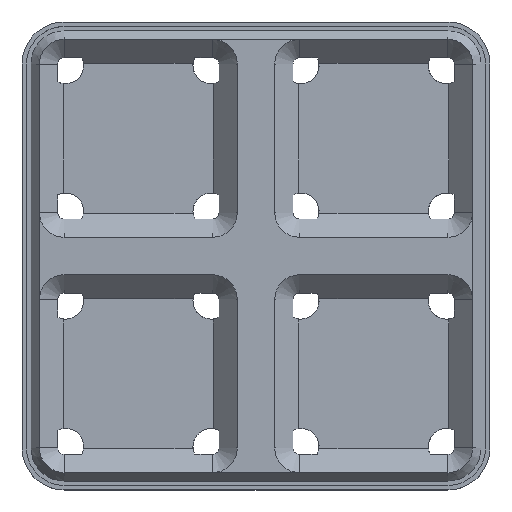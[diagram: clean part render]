
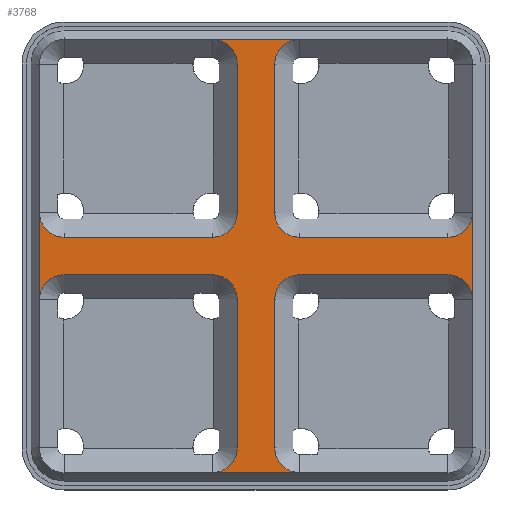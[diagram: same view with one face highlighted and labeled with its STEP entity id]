
A CAD part, top view. The second image highlights one B-rep face of the part: STEP entity #3768.
In plain terms, the highlighted planar face has unit normal (0, 0, 1).
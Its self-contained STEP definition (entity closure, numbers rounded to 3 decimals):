
#156=CIRCLE('',#4014,4.4);
#157=CIRCLE('',#4015,4.4);
#158=CIRCLE('',#4016,4.4);
#159=CIRCLE('',#4017,4.4);
#160=CIRCLE('',#4018,4.4);
#161=CIRCLE('',#4019,4.4);
#162=CIRCLE('',#4020,4.4);
#163=CIRCLE('',#4021,4.4);
#164=CIRCLE('',#4022,4.4);
#165=CIRCLE('',#4023,4.4);
#166=CIRCLE('',#4024,4.4);
#167=CIRCLE('',#4025,4.4);
#336=ORIENTED_EDGE('',*,*,#1480,.T.);
#337=ORIENTED_EDGE('',*,*,#1481,.T.);
#338=ORIENTED_EDGE('',*,*,#1482,.F.);
#339=ORIENTED_EDGE('',*,*,#1483,.F.);
#340=ORIENTED_EDGE('',*,*,#1484,.T.);
#341=ORIENTED_EDGE('',*,*,#1485,.T.);
#342=ORIENTED_EDGE('',*,*,#1486,.F.);
#343=ORIENTED_EDGE('',*,*,#1487,.F.);
#344=ORIENTED_EDGE('',*,*,#1488,.F.);
#345=ORIENTED_EDGE('',*,*,#1489,.T.);
#346=ORIENTED_EDGE('',*,*,#1490,.F.);
#347=ORIENTED_EDGE('',*,*,#1491,.F.);
#348=ORIENTED_EDGE('',*,*,#1492,.T.);
#349=ORIENTED_EDGE('',*,*,#1493,.T.);
#350=ORIENTED_EDGE('',*,*,#1494,.T.);
#351=ORIENTED_EDGE('',*,*,#1495,.F.);
#352=ORIENTED_EDGE('',*,*,#1496,.T.);
#353=ORIENTED_EDGE('',*,*,#1497,.T.);
#354=ORIENTED_EDGE('',*,*,#1498,.F.);
#355=ORIENTED_EDGE('',*,*,#1499,.F.);
#356=ORIENTED_EDGE('',*,*,#1500,.F.);
#357=ORIENTED_EDGE('',*,*,#1501,.T.);
#358=ORIENTED_EDGE('',*,*,#1502,.F.);
#359=ORIENTED_EDGE('',*,*,#1503,.F.);
#1480=EDGE_CURVE('',#2052,#2053,#2396,.T.);
#1481=EDGE_CURVE('',#2053,#2054,#156,.T.);
#1482=EDGE_CURVE('',#2055,#2054,#2397,.T.);
#1483=EDGE_CURVE('',#2056,#2055,#157,.T.);
#1484=EDGE_CURVE('',#2056,#2057,#2398,.T.);
#1485=EDGE_CURVE('',#2057,#2058,#158,.T.);
#1486=EDGE_CURVE('',#2059,#2058,#2399,.T.);
#1487=EDGE_CURVE('',#2060,#2059,#159,.T.);
#1488=EDGE_CURVE('',#2061,#2060,#2400,.T.);
#1489=EDGE_CURVE('',#2061,#2062,#160,.T.);
#1490=EDGE_CURVE('',#2063,#2062,#2401,.T.);
#1491=EDGE_CURVE('',#2064,#2063,#161,.T.);
#1492=EDGE_CURVE('',#2064,#2065,#2402,.T.);
#1493=EDGE_CURVE('',#2065,#2066,#162,.T.);
#1494=EDGE_CURVE('',#2066,#2067,#2403,.T.);
#1495=EDGE_CURVE('',#2068,#2067,#163,.T.);
#1496=EDGE_CURVE('',#2068,#2069,#2404,.T.);
#1497=EDGE_CURVE('',#2069,#2070,#164,.T.);
#1498=EDGE_CURVE('',#2071,#2070,#2405,.T.);
#1499=EDGE_CURVE('',#2072,#2071,#165,.T.);
#1500=EDGE_CURVE('',#2073,#2072,#2406,.T.);
#1501=EDGE_CURVE('',#2073,#2074,#166,.T.);
#1502=EDGE_CURVE('',#2075,#2074,#2407,.T.);
#1503=EDGE_CURVE('',#2052,#2075,#167,.T.);
#2052=VERTEX_POINT('',#5710);
#2053=VERTEX_POINT('',#5711);
#2054=VERTEX_POINT('',#5713);
#2055=VERTEX_POINT('',#5715);
#2056=VERTEX_POINT('',#5717);
#2057=VERTEX_POINT('',#5719);
#2058=VERTEX_POINT('',#5721);
#2059=VERTEX_POINT('',#5723);
#2060=VERTEX_POINT('',#5725);
#2061=VERTEX_POINT('',#5727);
#2062=VERTEX_POINT('',#5729);
#2063=VERTEX_POINT('',#5731);
#2064=VERTEX_POINT('',#5733);
#2065=VERTEX_POINT('',#5735);
#2066=VERTEX_POINT('',#5737);
#2067=VERTEX_POINT('',#5739);
#2068=VERTEX_POINT('',#5741);
#2069=VERTEX_POINT('',#5743);
#2070=VERTEX_POINT('',#5745);
#2071=VERTEX_POINT('',#5747);
#2072=VERTEX_POINT('',#5749);
#2073=VERTEX_POINT('',#5751);
#2074=VERTEX_POINT('',#5753);
#2075=VERTEX_POINT('',#5755);
#2396=LINE('',#5709,#2756);
#2397=LINE('',#5714,#2757);
#2398=LINE('',#5718,#2758);
#2399=LINE('',#5722,#2759);
#2400=LINE('',#5726,#2760);
#2401=LINE('',#5730,#2761);
#2402=LINE('',#5734,#2762);
#2403=LINE('',#5738,#2763);
#2404=LINE('',#5742,#2764);
#2405=LINE('',#5746,#2765);
#2406=LINE('',#5750,#2766);
#2407=LINE('',#5754,#2767);
#2756=VECTOR('',#4461,1000.);
#2757=VECTOR('',#4464,1000.);
#2758=VECTOR('',#4467,1000.);
#2759=VECTOR('',#4470,1000.);
#2760=VECTOR('',#4473,1000.);
#2761=VECTOR('',#4476,1000.);
#2762=VECTOR('',#4479,1000.);
#2763=VECTOR('',#4482,1000.);
#2764=VECTOR('',#4485,1000.);
#2765=VECTOR('',#4488,1000.);
#2766=VECTOR('',#4491,1000.);
#2767=VECTOR('',#4494,1000.);
#3116=EDGE_LOOP('',(#336,#337,#338,#339,#340,#341,#342,#343,#344,#345,#346,
#347,#348,#349,#350,#351,#352,#353,#354,#355,#356,#357,#358,#359));
#3382=FACE_BOUND('',#3116,.T.);
#3648=PLANE('',#4013);
#3768=ADVANCED_FACE('',(#3382),#3648,.T.);
#4013=AXIS2_PLACEMENT_3D('',#5708,#4459,#4460);
#4014=AXIS2_PLACEMENT_3D('',#5712,#4462,#4463);
#4015=AXIS2_PLACEMENT_3D('',#5716,#4465,#4466);
#4016=AXIS2_PLACEMENT_3D('',#5720,#4468,#4469);
#4017=AXIS2_PLACEMENT_3D('',#5724,#4471,#4472);
#4018=AXIS2_PLACEMENT_3D('',#5728,#4474,#4475);
#4019=AXIS2_PLACEMENT_3D('',#5732,#4477,#4478);
#4020=AXIS2_PLACEMENT_3D('',#5736,#4480,#4481);
#4021=AXIS2_PLACEMENT_3D('',#5740,#4483,#4484);
#4022=AXIS2_PLACEMENT_3D('',#5744,#4486,#4487);
#4023=AXIS2_PLACEMENT_3D('',#5748,#4489,#4490);
#4024=AXIS2_PLACEMENT_3D('',#5752,#4492,#4493);
#4025=AXIS2_PLACEMENT_3D('',#5756,#4495,#4496);
#4459=DIRECTION('',(0.,0.,1.));
#4460=DIRECTION('',(1.,0.,0.));
#4461=DIRECTION('',(1.,0.,0.));
#4462=DIRECTION('',(0.,0.,-1.));
#4463=DIRECTION('',(1.,0.,0.));
#4464=DIRECTION('',(0.,-1.,0.));
#4465=DIRECTION('',(0.,0.,1.));
#4466=DIRECTION('',(1.,0.,0.));
#4467=DIRECTION('',(-1.,0.,0.));
#4468=DIRECTION('',(0.,0.,-1.));
#4469=DIRECTION('',(1.,0.,0.));
#4470=DIRECTION('',(0.,-1.,0.));
#4471=DIRECTION('',(0.,0.,1.));
#4472=DIRECTION('',(1.,0.,0.));
#4473=DIRECTION('',(1.,0.,0.));
#4474=DIRECTION('',(0.,0.,-1.));
#4475=DIRECTION('',(1.,0.,0.));
#4476=DIRECTION('',(0.,1.,0.));
#4477=DIRECTION('',(0.,0.,1.));
#4478=DIRECTION('',(1.,0.,0.));
#4479=DIRECTION('',(-1.,0.,0.));
#4480=DIRECTION('',(0.,0.,-1.));
#4481=DIRECTION('',(1.,0.,0.));
#4482=DIRECTION('',(0.,-1.,0.));
#4483=DIRECTION('',(0.,0.,1.));
#4484=DIRECTION('',(1.,0.,0.));
#4485=DIRECTION('',(1.,0.,0.));
#4486=DIRECTION('',(0.,0.,-1.));
#4487=DIRECTION('',(1.,0.,0.));
#4488=DIRECTION('',(0.,1.,0.));
#4489=DIRECTION('',(0.,0.,1.));
#4490=DIRECTION('',(1.,0.,0.));
#4491=DIRECTION('',(-1.,0.,0.));
#4492=DIRECTION('',(0.,0.,-1.));
#4493=DIRECTION('',(1.,0.,0.));
#4494=DIRECTION('',(0.,-1.,0.));
#4495=DIRECTION('',(0.,0.,1.));
#4496=DIRECTION('',(1.,0.,0.));
#5708=CARTESIAN_POINT('',(0.,0.,0.));
#5709=CARTESIAN_POINT('',(21.,-3.35,0.));
#5710=CARTESIAN_POINT('',(7.75,-3.35,0.));
#5711=CARTESIAN_POINT('',(34.25,-3.35,0.));
#5712=CARTESIAN_POINT('',(34.25,-7.75,0.));
#5713=CARTESIAN_POINT('',(38.65,-7.75,0.));
#5714=CARTESIAN_POINT('',(38.65,0.,0.));
#5715=CARTESIAN_POINT('',(38.65,7.75,0.));
#5716=CARTESIAN_POINT('',(34.25,7.75,0.));
#5717=CARTESIAN_POINT('',(34.25,3.35,0.));
#5718=CARTESIAN_POINT('',(42.,3.35,0.));
#5719=CARTESIAN_POINT('',(7.75,3.35,0.));
#5720=CARTESIAN_POINT('',(7.75,7.75,0.));
#5721=CARTESIAN_POINT('',(3.35,7.75,0.));
#5722=CARTESIAN_POINT('',(3.35,42.,0.));
#5723=CARTESIAN_POINT('',(3.35,34.25,0.));
#5724=CARTESIAN_POINT('',(7.75,34.25,0.));
#5725=CARTESIAN_POINT('',(7.75,38.65,0.));
#5726=CARTESIAN_POINT('',(0.,38.65,0.));
#5727=CARTESIAN_POINT('',(-7.75,38.65,0.));
#5728=CARTESIAN_POINT('',(-7.75,34.25,0.));
#5729=CARTESIAN_POINT('',(-3.35,34.25,0.));
#5730=CARTESIAN_POINT('',(-3.35,21.,0.));
#5731=CARTESIAN_POINT('',(-3.35,7.75,0.));
#5732=CARTESIAN_POINT('',(-7.75,7.75,0.));
#5733=CARTESIAN_POINT('',(-7.75,3.35,0.));
#5734=CARTESIAN_POINT('',(0.,3.35,0.));
#5735=CARTESIAN_POINT('',(-34.25,3.35,0.));
#5736=CARTESIAN_POINT('',(-34.25,7.75,0.));
#5737=CARTESIAN_POINT('',(-38.65,7.75,0.));
#5738=CARTESIAN_POINT('',(-38.65,0.,0.));
#5739=CARTESIAN_POINT('',(-38.65,-7.75,0.));
#5740=CARTESIAN_POINT('',(-34.25,-7.75,0.));
#5741=CARTESIAN_POINT('',(-34.25,-3.35,0.));
#5742=CARTESIAN_POINT('',(-21.,-3.35,0.));
#5743=CARTESIAN_POINT('',(-7.75,-3.35,0.));
#5744=CARTESIAN_POINT('',(-7.75,-7.75,0.));
#5745=CARTESIAN_POINT('',(-3.35,-7.75,0.));
#5746=CARTESIAN_POINT('',(-3.35,-21.,0.));
#5747=CARTESIAN_POINT('',(-3.35,-34.25,0.));
#5748=CARTESIAN_POINT('',(-7.75,-34.25,0.));
#5749=CARTESIAN_POINT('',(-7.75,-38.65,0.));
#5750=CARTESIAN_POINT('',(0.,-38.65,0.));
#5751=CARTESIAN_POINT('',(7.75,-38.65,0.));
#5752=CARTESIAN_POINT('',(7.75,-34.25,0.));
#5753=CARTESIAN_POINT('',(3.35,-34.25,0.));
#5754=CARTESIAN_POINT('',(3.35,0.,0.));
#5755=CARTESIAN_POINT('',(3.35,-7.75,0.));
#5756=CARTESIAN_POINT('',(7.75,-7.75,0.));
